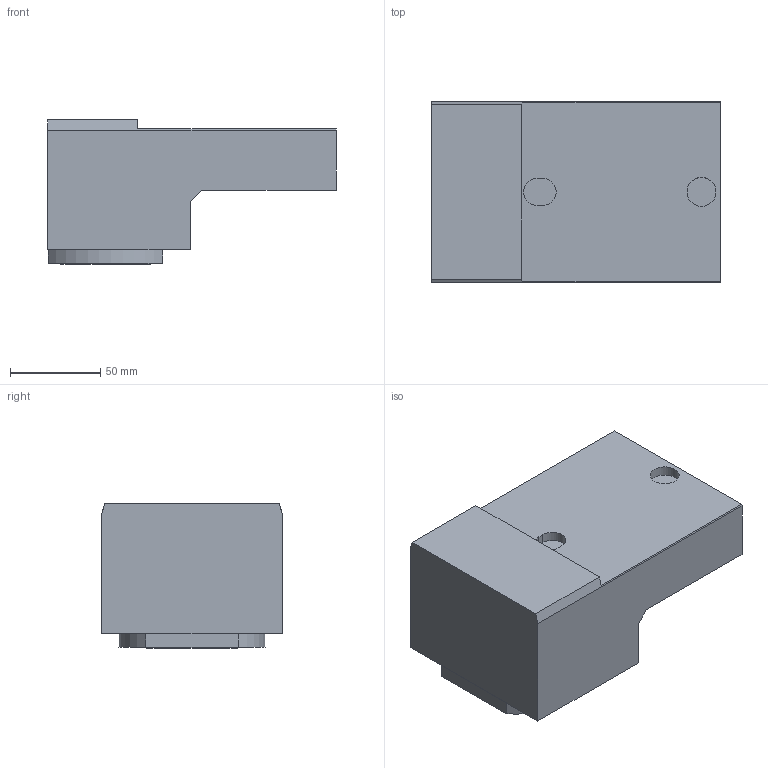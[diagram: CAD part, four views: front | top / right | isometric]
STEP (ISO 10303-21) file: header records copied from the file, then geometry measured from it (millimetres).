
FILE_DESCRIPTION(/* description */ (''),/* implementation_level */ '2;1');
FILE_NAME(/* name */ '1525345163518.stp',/* time_stamp */ '2018-05-03T16:29:48+06:00',/* author */ (''),/* organization */ ('SMS'),/* preprocessor_version */ 'ST-DEVELOPER v15',/* originating_system */ 'SIEMENS PLM Software NX 8.5',/* authorisation */ '');
FILE_SCHEMA (('AUTOMOTIVE_DESIGN { 1 0 10303 214 3 1 1 1 }'));
Length unit declared in the file: millimetre
Products named in the file (1): 201599046mod000_00
Bounding box: 160 x 100 x 80 mm (x, y, z)
Volume: 836063.3 mm3; surface area: 68195.2 mm2
Topology: 1 solids, 1 shells, 38 faces, 89 edges, 63 vertices
Faces by surface type: plane 24, cylinder 8, cone 6
Full cylindrical faces by diameter (mm): 3 x1, 16 x1, 39.2 x1, 50.013 x1
Entity records: 1182 total; most frequent: CARTESIAN_POINT 243, DIRECTION 193, ORIENTED_EDGE 166, EDGE_CURVE 83, AXIS2_PLACEMENT_3D 69, VERTEX_POINT 58, LINE 55, VECTOR 55
